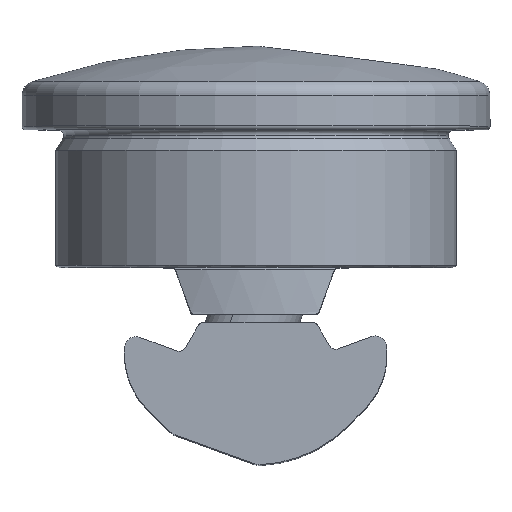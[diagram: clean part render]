
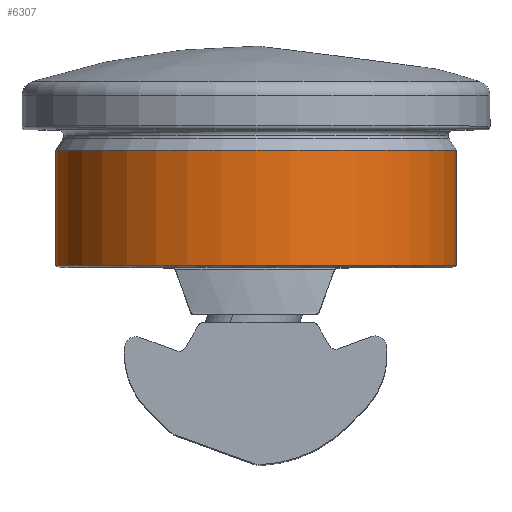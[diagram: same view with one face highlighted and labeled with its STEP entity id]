
A CAD part, top view. The second image highlights one B-rep face of the part: STEP entity #6307.
In plain terms, the highlighted cylindrical face has radius 13.5 mm (diameter 27 mm), a partial arc.
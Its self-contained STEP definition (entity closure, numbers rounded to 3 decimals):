
#96 = EDGE_CURVE ( 'NONE', #3002, #1289, #3557, .T. ) ;
#183 = LINE ( 'NONE', #5548, #2927 ) ;
#571 = DIRECTION ( 'NONE',  ( 0., 1., 0. ) ) ;
#606 = DIRECTION ( 'NONE',  ( 0., 1., 0. ) ) ;
#758 = EDGE_CURVE ( 'NONE', #4777, #4894, #183, .T. ) ;
#984 = CARTESIAN_POINT ( 'NONE',  ( 0., -14.755, 0. ) ) ;
#1162 = AXIS2_PLACEMENT_3D ( 'NONE', #3474, #606, #2131 ) ;
#1240 = DIRECTION ( 'NONE',  ( 0., 1., 0. ) ) ;
#1289 = VERTEX_POINT ( 'NONE', #5118 ) ;
#1640 = EDGE_LOOP ( 'NONE', ( #2494, #3350, #4543, #3109 ) ) ;
#1938 = CIRCLE ( 'NONE', #2761, 13.5 ) ;
#2111 = DIRECTION ( 'NONE',  ( 1., 0., 0. ) ) ;
#2131 = DIRECTION ( 'NONE',  ( 1., 0., 0. ) ) ;
#2343 = CIRCLE ( 'NONE', #4805, 13.5 ) ;
#2494 = ORIENTED_EDGE ( 'NONE', *, *, #96, .F. ) ;
#2761 = AXIS2_PLACEMENT_3D ( 'NONE', #4017, #4947, #4889 ) ;
#2918 = DIRECTION ( 'NONE',  ( 0., 1., 0. ) ) ;
#2927 = VECTOR ( 'NONE', #1240, 1000. ) ;
#2969 = FACE_OUTER_BOUND ( 'NONE', #1640, .T. ) ;
#3002 = VERTEX_POINT ( 'NONE', #4685 ) ;
#3093 = CARTESIAN_POINT ( 'NONE',  ( 13.5, -14.755, 0. ) ) ;
#3098 = EDGE_CURVE ( 'NONE', #1289, #4894, #1938, .T. ) ;
#3109 = ORIENTED_EDGE ( 'NONE', *, *, #3098, .F. ) ;
#3350 = ORIENTED_EDGE ( 'NONE', *, *, #3482, .T. ) ;
#3474 = CARTESIAN_POINT ( 'NONE',  ( 0., 0., 0. ) ) ;
#3482 = EDGE_CURVE ( 'NONE', #3002, #4777, #2343, .T. ) ;
#3557 = LINE ( 'NONE', #5010, #6186 ) ;
#4017 = CARTESIAN_POINT ( 'NONE',  ( 0., -7.014, 0. ) ) ;
#4300 = CYLINDRICAL_SURFACE ( 'NONE', #1162, 13.5 ) ;
#4543 = ORIENTED_EDGE ( 'NONE', *, *, #758, .T. ) ;
#4685 = CARTESIAN_POINT ( 'NONE',  ( -13.5, -14.755, 0. ) ) ;
#4777 = VERTEX_POINT ( 'NONE', #3093 ) ;
#4805 = AXIS2_PLACEMENT_3D ( 'NONE', #984, #2918, #2111 ) ;
#4889 = DIRECTION ( 'NONE',  ( 1., 0., 0. ) ) ;
#4894 = VERTEX_POINT ( 'NONE', #5634 ) ;
#4947 = DIRECTION ( 'NONE',  ( 0., 1., 0. ) ) ;
#5010 = CARTESIAN_POINT ( 'NONE',  ( -13.5, 0., 0. ) ) ;
#5118 = CARTESIAN_POINT ( 'NONE',  ( -13.5, -7.014, 0. ) ) ;
#5548 = CARTESIAN_POINT ( 'NONE',  ( 13.5, 0., 0. ) ) ;
#5634 = CARTESIAN_POINT ( 'NONE',  ( 13.5, -7.014, 0. ) ) ;
#6186 = VECTOR ( 'NONE', #571, 1000. ) ;
#6307 = ADVANCED_FACE ( 'NONE', ( #2969 ), #4300, .T. ) ;
